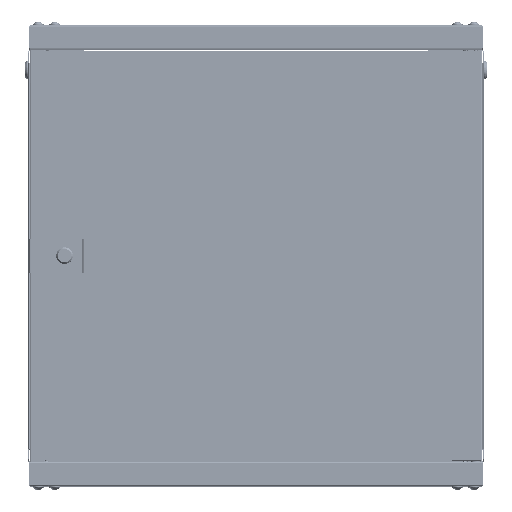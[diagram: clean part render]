
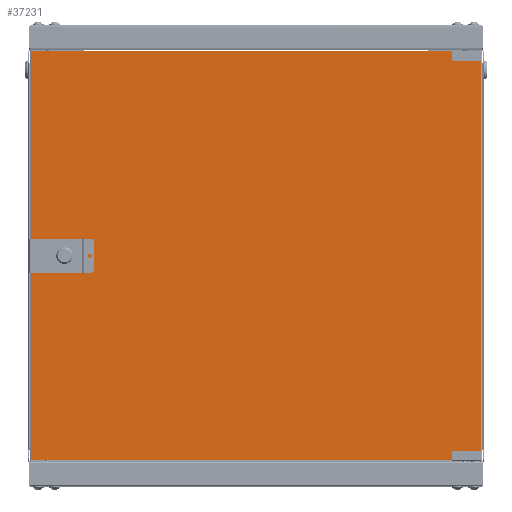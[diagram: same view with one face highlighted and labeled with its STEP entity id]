
A CAD part, top view. The second image highlights one B-rep face of the part: STEP entity #37231.
In plain terms, the highlighted planar face has unit normal (0, 0, 1).
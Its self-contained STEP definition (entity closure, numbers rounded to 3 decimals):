
#1404 = VERTEX_POINT ( 'NONE', #32096 ) ;
#1748 = CARTESIAN_POINT ( 'NONE',  ( -298., -270., 4. ) ) ;
#2306 = CARTESIAN_POINT ( 'NONE',  ( -298., 270., 4. ) ) ;
#2325 = VECTOR ( 'NONE', #28873, 1000. ) ;
#2737 = CARTESIAN_POINT ( 'NONE',  ( -253., 0., 4. ) ) ;
#4538 = CARTESIAN_POINT ( 'NONE',  ( 298., -270., 4. ) ) ;
#5137 = DIRECTION ( 'NONE',  ( 1., 0., 0. ) ) ;
#5817 = VERTEX_POINT ( 'NONE', #1748 ) ;
#6145 = CARTESIAN_POINT ( 'NONE',  ( -298., 270., 4. ) ) ;
#9975 = EDGE_CURVE ( 'NONE', #55469, #1404, #45242, .T. ) ;
#10513 = ORIENTED_EDGE ( 'NONE', *, *, #42307, .T. ) ;
#12413 = ORIENTED_EDGE ( 'NONE', *, *, #9975, .F. ) ;
#18661 = CARTESIAN_POINT ( 'NONE',  ( -253., 0., 4. ) ) ;
#20559 = ORIENTED_EDGE ( 'NONE', *, *, #63293, .F. ) ;
#22970 = CARTESIAN_POINT ( 'NONE',  ( 298., 270., 4. ) ) ;
#25882 = FACE_BOUND ( 'NONE', #37804, .T. ) ;
#26421 = CARTESIAN_POINT ( 'NONE',  ( 298., 270., 4. ) ) ;
#28873 = DIRECTION ( 'NONE',  ( 1., 0., 0. ) ) ;
#30269 = AXIS2_PLACEMENT_3D ( 'NONE', #52978, #58078, #52545 ) ;
#32096 = CARTESIAN_POINT ( 'NONE',  ( -243., 0., 4. ) ) ;
#32198 = PLANE ( 'NONE',  #30269 ) ;
#37231 = ADVANCED_FACE ( 'NONE', ( #25882, #78809 ), #32198, .F. ) ;
#37804 = EDGE_LOOP ( 'NONE', ( #20559, #12413 ) ) ;
#40007 = DIRECTION ( 'NONE',  ( 1., 0., 0. ) ) ;
#40774 = LINE ( 'NONE', #66617, #2325 ) ;
#41251 = VECTOR ( 'NONE', #82234, 1000. ) ;
#42307 = EDGE_CURVE ( 'NONE', #52751, #76477, #45778, .T. ) ;
#43102 = VECTOR ( 'NONE', #45116, 1000. ) ;
#43679 = EDGE_CURVE ( 'NONE', #76477, #63314, #81415, .T. ) ;
#44958 = EDGE_LOOP ( 'NONE', ( #72160, #78499, #10513, #45820 ) ) ;
#44960 = DIRECTION ( 'NONE',  ( 0., 0., 1. ) ) ;
#45116 = DIRECTION ( 'NONE',  ( 0., -1., 0. ) ) ;
#45242 = CIRCLE ( 'NONE', #77708, 10. ) ;
#45778 = LINE ( 'NONE', #64415, #49129 ) ;
#45820 = ORIENTED_EDGE ( 'NONE', *, *, #43679, .T. ) ;
#49129 = VECTOR ( 'NONE', #58081, 1000. ) ;
#52545 = DIRECTION ( 'NONE',  ( -1., 0., 0. ) ) ;
#52751 = VERTEX_POINT ( 'NONE', #4538 ) ;
#52978 = CARTESIAN_POINT ( 'NONE',  ( 0., 0., 4. ) ) ;
#54849 = CIRCLE ( 'NONE', #61624, 10. ) ;
#55469 = VERTEX_POINT ( 'NONE', #72464 ) ;
#57827 = EDGE_CURVE ( 'NONE', #63314, #5817, #64163, .T. ) ;
#58078 = DIRECTION ( 'NONE',  ( 0., 0., -1. ) ) ;
#58081 = DIRECTION ( 'NONE',  ( 0., 1., 0. ) ) ;
#61624 = AXIS2_PLACEMENT_3D ( 'NONE', #2737, #78577, #40007 ) ;
#63293 = EDGE_CURVE ( 'NONE', #1404, #55469, #54849, .T. ) ;
#63314 = VERTEX_POINT ( 'NONE', #2306 ) ;
#64163 = LINE ( 'NONE', #6145, #43102 ) ;
#64415 = CARTESIAN_POINT ( 'NONE',  ( 298., 270., 4. ) ) ;
#66617 = CARTESIAN_POINT ( 'NONE',  ( 298., -270., 4. ) ) ;
#71893 = EDGE_CURVE ( 'NONE', #5817, #52751, #40774, .T. ) ;
#72160 = ORIENTED_EDGE ( 'NONE', *, *, #57827, .T. ) ;
#72464 = CARTESIAN_POINT ( 'NONE',  ( -263., 0., 4. ) ) ;
#76477 = VERTEX_POINT ( 'NONE', #26421 ) ;
#77708 = AXIS2_PLACEMENT_3D ( 'NONE', #18661, #44960, #5137 ) ;
#78499 = ORIENTED_EDGE ( 'NONE', *, *, #71893, .T. ) ;
#78577 = DIRECTION ( 'NONE',  ( 0., 0., 1. ) ) ;
#78809 = FACE_OUTER_BOUND ( 'NONE', #44958, .T. ) ;
#81415 = LINE ( 'NONE', #22970, #41251 ) ;
#82234 = DIRECTION ( 'NONE',  ( -1., 0., 0. ) ) ;
